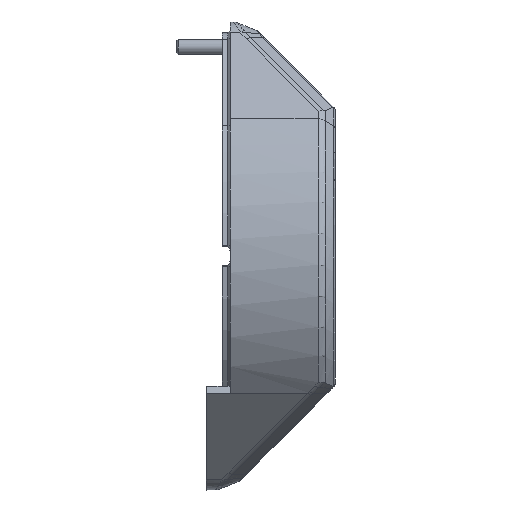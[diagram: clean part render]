
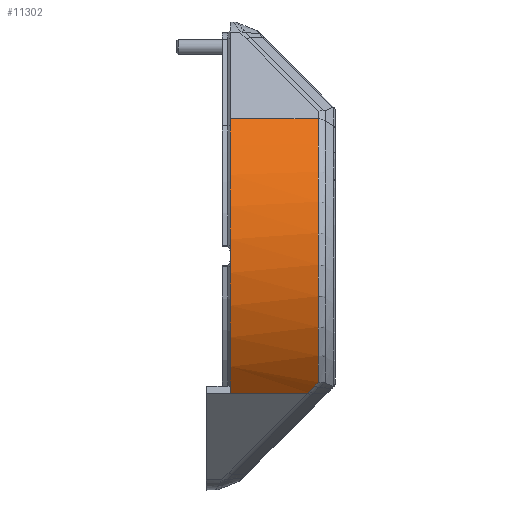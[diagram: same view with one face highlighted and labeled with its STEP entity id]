
A CAD part, front view. The second image highlights one B-rep face of the part: STEP entity #11302.
In plain terms, the highlighted cylindrical face has radius 40 mm (diameter 80 mm), a partial arc.
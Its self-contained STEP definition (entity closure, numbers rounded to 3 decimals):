
#47=ELLIPSE('',#11939,93.134,40.);
#219=B_SPLINE_CURVE_WITH_KNOTS('',3,(#18313,#18314,#18315,#18316),
 .UNSPECIFIED.,.F.,.F.,(4,4),(0.,0.181),
 .UNSPECIFIED.);
#226=B_SPLINE_CURVE_WITH_KNOTS('',3,(#18428,#18429,#18430,#18431),
 .UNSPECIFIED.,.F.,.F.,(4,4),(0.061,0.175),
 .UNSPECIFIED.);
#639=CYLINDRICAL_SURFACE('',#12108,40.);
#1500=FACE_OUTER_BOUND('',#2179,.T.);
#2179=EDGE_LOOP('',(#9782,#9783,#9784,#9785,#9786,#9787,#9788));
#3103=LINE('',#19882,#4223);
#3104=LINE('',#19884,#4224);
#4223=VECTOR('',#14096,10.);
#4224=VECTOR('',#14099,10.);
#4755=CIRCLE('',#11933,40.);
#4797=CIRCLE('',#12025,40.);
#5384=VERTEX_POINT('',#18018);
#5419=VERTEX_POINT('',#18307);
#5420=VERTEX_POINT('',#18312);
#5428=VERTEX_POINT('',#18360);
#5432=VERTEX_POINT('',#18370);
#5435=VERTEX_POINT('',#18458);
#5518=VERTEX_POINT('',#19507);
#6761=EDGE_CURVE('',#5419,#5420,#219,.T.);
#6776=EDGE_CURVE('',#5428,#5432,#4755,.T.);
#6780=EDGE_CURVE('',#5432,#5419,#226,.T.);
#6791=EDGE_CURVE('',#5420,#5435,#47,.T.);
#6940=EDGE_CURVE('',#5518,#5384,#4797,.T.);
#7050=EDGE_CURVE('',#5384,#5435,#3103,.T.);
#7051=EDGE_CURVE('',#5518,#5428,#3104,.T.);
#9782=ORIENTED_EDGE('',*,*,#6776,.F.);
#9783=ORIENTED_EDGE('',*,*,#7051,.F.);
#9784=ORIENTED_EDGE('',*,*,#6940,.T.);
#9785=ORIENTED_EDGE('',*,*,#7050,.T.);
#9786=ORIENTED_EDGE('',*,*,#6791,.F.);
#9787=ORIENTED_EDGE('',*,*,#6761,.F.);
#9788=ORIENTED_EDGE('',*,*,#6780,.F.);
#11302=ADVANCED_FACE('',(#1500),#639,.T.);
#11933=AXIS2_PLACEMENT_3D('',#18371,#13622,#13623);
#11939=AXIS2_PLACEMENT_3D('',#18509,#13636,#13637);
#12025=AXIS2_PLACEMENT_3D('',#19508,#13859,#13860);
#12108=AXIS2_PLACEMENT_3D('',#19883,#14097,#14098);
#13622=DIRECTION('center_axis',(1.,0.,0.));
#13623=DIRECTION('ref_axis',(0.,-0.999,0.037));
#13636=DIRECTION('center_axis',(0.429,-0.428,-0.795));
#13637=DIRECTION('ref_axis',(-0.903,-0.203,-0.378));
#13859=DIRECTION('center_axis',(1.,0.,0.));
#13860=DIRECTION('ref_axis',(0.,-0.741,0.671));
#14096=DIRECTION('',(1.,0.,0.));
#14097=DIRECTION('center_axis',(1.,0.,0.));
#14098=DIRECTION('ref_axis',(0.,-0.741,0.671));
#14099=DIRECTION('',(1.,0.,0.));
#18018=CARTESIAN_POINT('',(78.55,-29.646,-26.853));
#18307=CARTESIAN_POINT('',(95.025,-30.861,-25.448));
#18312=CARTESIAN_POINT('',(93.927,-29.876,-26.597));
#18313=CARTESIAN_POINT('Ctrl Pts',(95.025,-30.861,-25.448));
#18314=CARTESIAN_POINT('Ctrl Pts',(94.657,-30.541,-25.837));
#18315=CARTESIAN_POINT('Ctrl Pts',(94.291,-30.212,-26.22));
#18316=CARTESIAN_POINT('Ctrl Pts',(93.927,-29.876,-26.597));
#18360=CARTESIAN_POINT('',(95.722,-29.646,26.853));
#18370=CARTESIAN_POINT('',(95.722,-31.452,-24.714));
#18371=CARTESIAN_POINT('Origin',(95.722,0.,
0.));
#18428=CARTESIAN_POINT('Ctrl Pts',(95.722,-31.452,-24.714));
#18429=CARTESIAN_POINT('Ctrl Pts',(95.488,-31.258,-24.96));
#18430=CARTESIAN_POINT('Ctrl Pts',(95.256,-31.061,-25.205));
#18431=CARTESIAN_POINT('Ctrl Pts',(95.025,-30.861,-25.448));
#18458=CARTESIAN_POINT('',(93.681,-29.646,-26.853));
#18509=CARTESIAN_POINT('Origin',(172.932,0.,
0.));
#19507=CARTESIAN_POINT('',(78.55,-29.646,26.853));
#19508=CARTESIAN_POINT('Origin',(78.55,0.,
0.));
#19882=CARTESIAN_POINT('',(78.55,-29.646,-26.853));
#19883=CARTESIAN_POINT('Origin',(78.55,0.,
0.));
#19884=CARTESIAN_POINT('',(78.55,-29.646,26.853));
